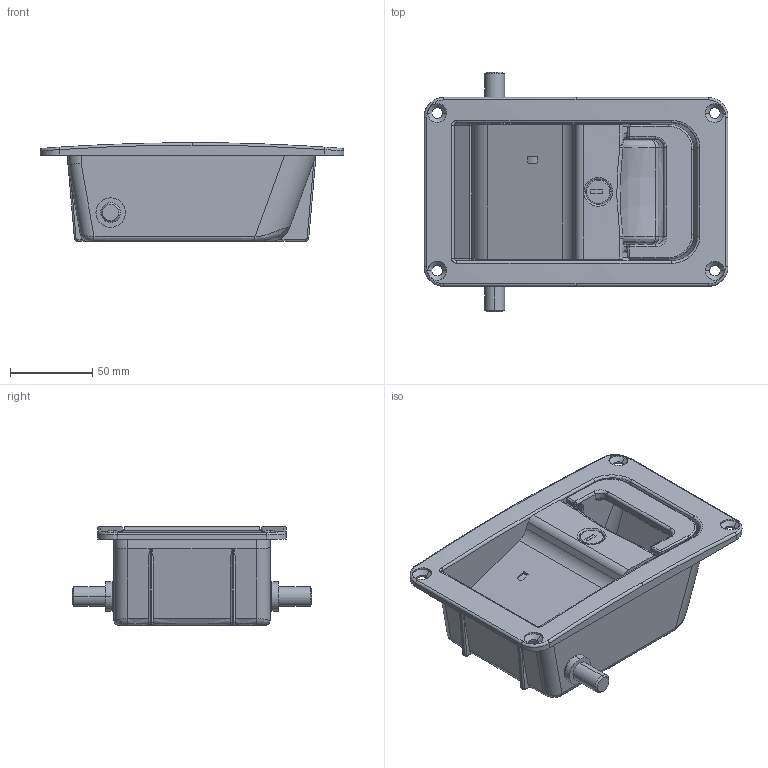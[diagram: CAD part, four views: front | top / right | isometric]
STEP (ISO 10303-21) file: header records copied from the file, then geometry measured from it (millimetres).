
FILE_DESCRIPTION (( 'STEP AP203' ), '1' );
FILE_NAME ('FA-816-4_no fook.STEP', '2021-07-19T07:12:36', ( '' ), ( '' ), 'SwSTEP 2.0', 'SolidWorks 2018', '' );
FILE_SCHEMA (( 'CONFIG_CONTROL_DESIGN' ));
Length unit declared in the file: millimetre
Products named in the file (17): FA-816-4_stopper_; FA-816-4_toothed wast__屇傃4; FA-816-4_handle_; FA-816-4_T0230 rotor__T儘乕僞乕; FA-816-4_no fook; FA-816-4_lever_; FA-816-4_body_; FA-816-4_toothed wast__屇傃6; FA-816-4_Small screws with cross holes__M4x8十字穴付トラス小ねじ(SUS); FA-816-4_ratchet shaft_; FA-816-4_nylon washer_; FA-816-4_ratchet_; FA-816-4_latch_; FA-816-4_jointC_; FA-816-4_Small screws with cross holes__M6x20十字穴付トラス小ねじ(SUS); FA-816-4_lock shaft_; FA-816-4_handle shaft_
Assembly tree (20 placements, depth 2):
  FA-816-4_no fook
    FA-816-4_body_
    FA-816-4_handle_
    FA-816-4_lever_
    FA-816-4_handle shaft_
    FA-816-4_T0230 rotor__T儘乕僞乕
    FA-816-4_stopper_
    FA-816-4_ratchet_
    FA-816-4_ratchet shaft_
    FA-816-4_latch_
    FA-816-4_lock shaft_
    FA-816-4_jointC_  x2
    FA-816-4_Small screws with cross holes__M6x20十字穴付トラス小ねじ(SUS)  x2
    FA-816-4_toothed wast__屇傃6  x2
    FA-816-4_Small screws with cross holes__M4x8十字穴付トラス小ねじ(SUS)
    FA-816-4_toothed wast__屇傃4
    FA-816-4_nylon washer_  x2
Bounding box: 185 x 145.8 x 60.07 mm (x, y, z)
Volume: 362280.5 mm3; surface area: 176666.8 mm2
Topology: 20 solids, 20 shells, 1107 faces, 2868 edges, 1820 vertices
Faces by surface type: cylinder 476, plane 438, torus 70, bspline 58, cone 55, sphere 10
Entity records: 37135 total; most frequent: CARTESIAN_POINT 11024, DIRECTION 5111, ORIENTED_EDGE 5110, EDGE_CURVE 2555, AXIS2_PLACEMENT_3D 1903, VERTEX_POINT 1625, LINE 1305, VECTOR 1305
